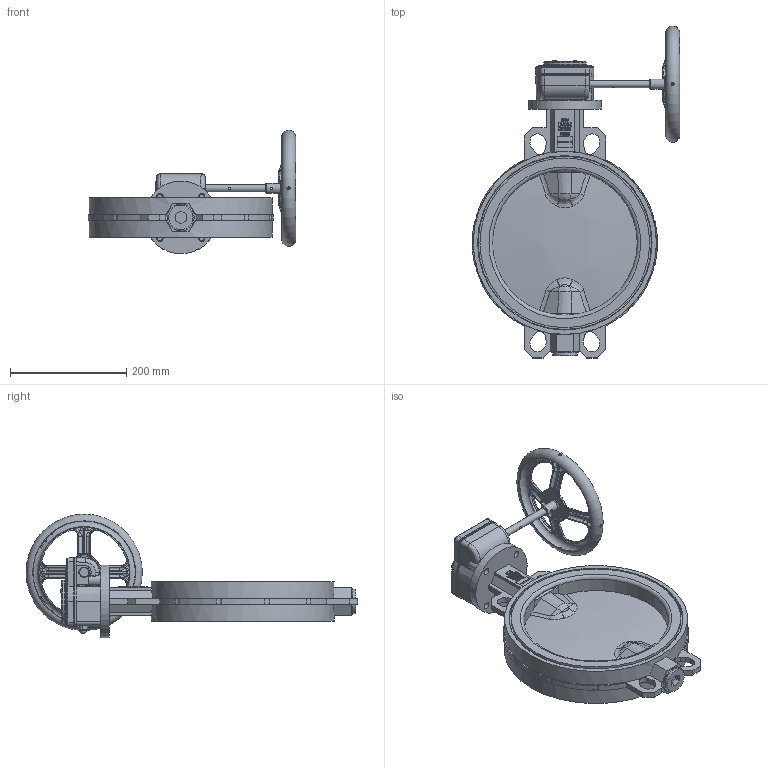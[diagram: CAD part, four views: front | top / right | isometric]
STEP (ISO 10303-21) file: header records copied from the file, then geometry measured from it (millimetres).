
FILE_DESCRIPTION(/* description */ ('STEP AP214'),/* implementation_level */ '2;1');
FILE_NAME(/* name */ '2313bv250_stp_1.step',/* time_stamp */ '2025-10-24T08:25:30+02:00',/* author */ (''),/* organization */ (''),/* preprocessor_version */ 'ST-DEVELOPER v20.1',/* originating_system */ 'Autodesk Translation Framework v14.17.0.0',/* authorisation */ '');
FILE_SCHEMA (('AUTOMOTIVE_DESIGN { 1 0 10303 214 3 1 1 }'));
Length unit declared in the file: millimetre
Products named in the file (3): EVCS-i DN250 PN16 F10-L22; 1; PS200-12 Bush
Assembly tree (2 placements, depth 3):
  EVCS-i DN250 PN16 F10-L22
    1
      PS200-12 Bush
Bounding box: 356.53 x 570.97 x 212.52 mm (x, y, z)
Volume: 3770882.4 mm3; surface area: 579157.1 mm2
Topology: 3 solids, 13 shells, 2963 faces, 7882 edges, 4967 vertices
Faces by surface type: plane 1168, cylinder 674, bspline 645, torus 237, cone 204, sphere 35
Full cylindrical faces by diameter (mm): 3.3 x2, 4 x4, 4.1 x4, 4.5 x2, 4.917 x4, 5 x4, 6 x4, 6.5 x4, 6.647 x4, 7.5 x4, 7.6 x2, 8 x2, 8.376 x4, 10 x1, 11 x4, 12 x4, 13 x6, 14 x2, 16 x1, 17 x1, 18 x2, 28 x1, 42 x1, 46 x1, 57.1 x2, 59 x2, 60 x2, 64 x1, 70 x1, 73 x1
Entity records: 195648 total; most frequent: CARTESIAN_POINT 124701, ORIENTED_EDGE 15574, DIRECTION 13579, EDGE_CURVE 7787, AXIS2_PLACEMENT_3D 5128, VERTEX_POINT 4967, LINE 3323, VECTOR 3323
